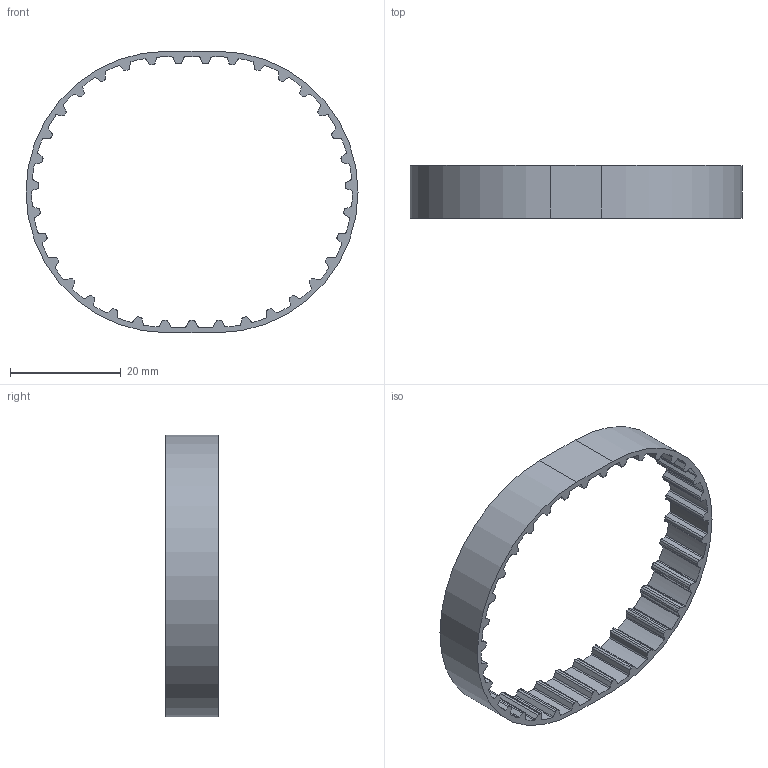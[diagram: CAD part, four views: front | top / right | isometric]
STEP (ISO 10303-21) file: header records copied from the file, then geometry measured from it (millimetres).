
FILE_DESCRIPTION (( 'STEP AP214' ), '1' );
FILE_NAME ('70XL037NG.step', '2015-04-08T23:05:20', ( '' ), ( '' ), 'SwSTEP 2.0', 'SolidWorks 2014', '' );
FILE_SCHEMA (( 'AUTOMOTIVE_DESIGN' ));
Length unit declared in the file: inch
Products named in the file (1): 70XL037NG
Bounding box: 59.9 x 9.53 x 50.8 mm (x, y, z)
Volume: 2312.7 mm3; surface area: 4278.1 mm2
Topology: 1 solids, 1 shells, 308 faces, 918 edges, 612 vertices
Faces by surface type: cylinder 194, plane 114
Entity records: 10554 total; most frequent: DIRECTION 1924, CARTESIAN_POINT 1839, ORIENTED_EDGE 1836, EDGE_CURVE 918, AXIS2_PLACEMENT_3D 697, VERTEX_POINT 612, VECTOR 530, LINE 530
